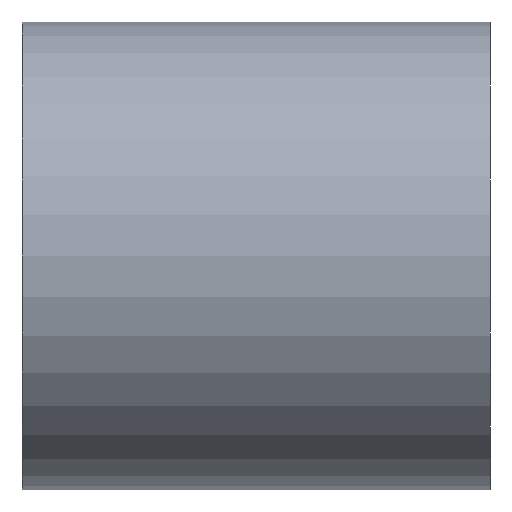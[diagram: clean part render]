
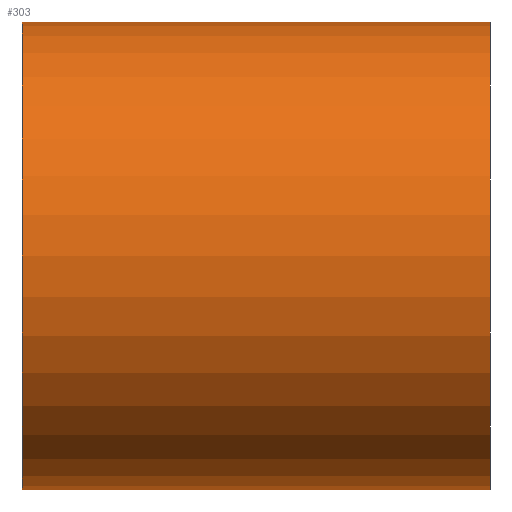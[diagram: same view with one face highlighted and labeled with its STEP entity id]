
A CAD part, front view. The second image highlights one B-rep face of the part: STEP entity #303.
In plain terms, the highlighted cylindrical face has radius 25 mm (diameter 50 mm), a partial arc.
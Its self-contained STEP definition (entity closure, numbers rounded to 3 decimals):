
#14 = VERTEX_POINT ( 'NONE', #50 ) ;
#22 = EDGE_CURVE ( 'NONE', #14, #166, #312, .T. ) ;
#26 = FACE_OUTER_BOUND ( 'NONE', #310, .T. ) ;
#31 = CARTESIAN_POINT ( 'NONE',  ( -46.222, 0., 25. ) ) ;
#44 = CARTESIAN_POINT ( 'NONE',  ( 43.983, 0., 0. ) ) ;
#50 = CARTESIAN_POINT ( 'NONE',  ( 43.983, 0., -25. ) ) ;
#51 = LINE ( 'NONE', #154, #236 ) ;
#55 = DIRECTION ( 'NONE',  ( 0., 0., 1. ) ) ;
#59 = AXIS2_PLACEMENT_3D ( 'NONE', #44, #153, #201 ) ;
#92 = ORIENTED_EDGE ( 'NONE', *, *, #22, .T. ) ;
#103 = CYLINDRICAL_SURFACE ( 'NONE', #145, 25. ) ;
#118 = ORIENTED_EDGE ( 'NONE', *, *, #232, .F. ) ;
#120 = CIRCLE ( 'NONE', #261, 25. ) ;
#122 = DIRECTION ( 'NONE',  ( -1., 0., 0. ) ) ;
#136 = CARTESIAN_POINT ( 'NONE',  ( -6.017, 0., -25. ) ) ;
#137 = CARTESIAN_POINT ( 'NONE',  ( 43.983, 0., 25. ) ) ;
#138 = EDGE_CURVE ( 'NONE', #14, #160, #51, .T. ) ;
#145 = AXIS2_PLACEMENT_3D ( 'NONE', #208, #274, #247 ) ;
#153 = DIRECTION ( 'NONE',  ( -1., 0., 0. ) ) ;
#154 = CARTESIAN_POINT ( 'NONE',  ( -46.222, 0., -25. ) ) ;
#158 = LINE ( 'NONE', #31, #203 ) ;
#160 = VERTEX_POINT ( 'NONE', #136 ) ;
#166 = VERTEX_POINT ( 'NONE', #137 ) ;
#193 = ORIENTED_EDGE ( 'NONE', *, *, #293, .T. ) ;
#196 = VERTEX_POINT ( 'NONE', #209 ) ;
#201 = DIRECTION ( 'NONE',  ( 0., 0., 1. ) ) ;
#203 = VECTOR ( 'NONE', #225, 1000. ) ;
#208 = CARTESIAN_POINT ( 'NONE',  ( -46.222, 0., 0. ) ) ;
#209 = CARTESIAN_POINT ( 'NONE',  ( -6.017, 0., 25. ) ) ;
#225 = DIRECTION ( 'NONE',  ( -1., 0., 0. ) ) ;
#232 = EDGE_CURVE ( 'NONE', #160, #196, #120, .T. ) ;
#236 = VECTOR ( 'NONE', #122, 1000. ) ;
#247 = DIRECTION ( 'NONE',  ( 0., 0., 1. ) ) ;
#261 = AXIS2_PLACEMENT_3D ( 'NONE', #277, #297, #55 ) ;
#274 = DIRECTION ( 'NONE',  ( -1., 0., 0. ) ) ;
#277 = CARTESIAN_POINT ( 'NONE',  ( -6.017, 0., 0. ) ) ;
#284 = ORIENTED_EDGE ( 'NONE', *, *, #138, .F. ) ;
#293 = EDGE_CURVE ( 'NONE', #166, #196, #158, .T. ) ;
#297 = DIRECTION ( 'NONE',  ( -1., 0., 0. ) ) ;
#303 = ADVANCED_FACE ( 'NONE', ( #26 ), #103, .T. ) ;
#310 = EDGE_LOOP ( 'NONE', ( #284, #92, #193, #118 ) ) ;
#312 = CIRCLE ( 'NONE', #59, 25. ) ;
